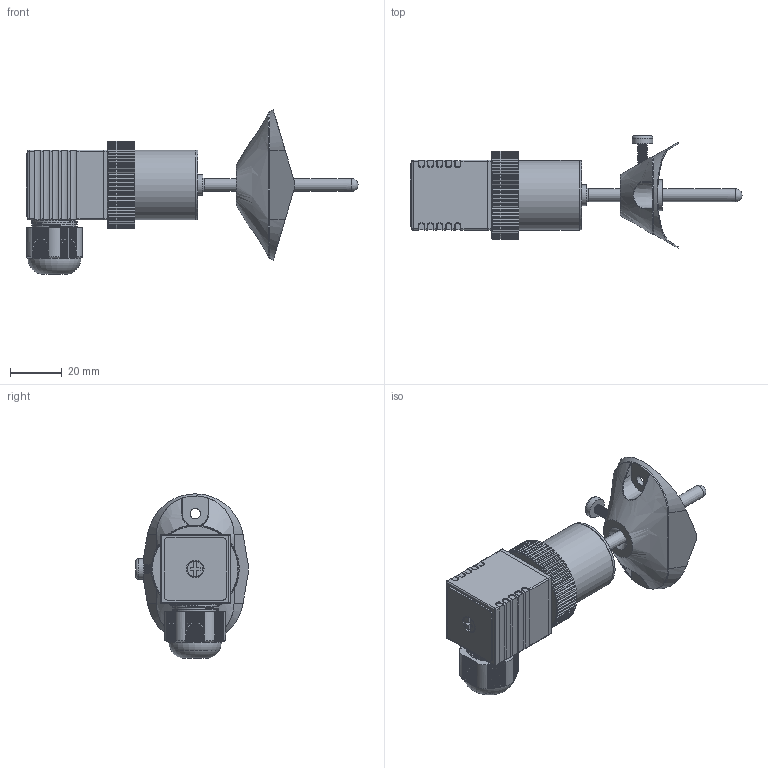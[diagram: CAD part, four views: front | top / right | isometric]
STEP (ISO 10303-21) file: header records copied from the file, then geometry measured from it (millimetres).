
FILE_DESCRIPTION(('STEP AP203'), '1');
FILE_NAME('ﾊﾓﾂﾔ.405210.006.3405.ﾕ.ﾕ.ﾕ.L ﾝﾑﾁ', '', ('UNSPECIFIED'), ('UNSPECIFIED'), 'ASCON STEP Converter 1.6', 'ASCON Math Kernel', '');
FILE_SCHEMA(('CONFIG_CONTROL_DESIGN'));
Length unit declared in the file: millimetre
Products named in the file (17): -01 ЭСБ
Assembly tree (16 placements, depth 4):
  -01 ЭСБ
    (unnamed)
      (unnamed)
      (unnamed)
      (unnamed)
        (unnamed)
        (unnamed)
        (unnamed)
    (unnamed)
      (unnamed)
    (unnamed)
      (unnamed)
      (unnamed)
      (unnamed)
      (unnamed)
    (unnamed)
    (unnamed)
Bounding box: 128.4 x 43.48 x 63.56 mm (x, y, z)
Volume: 33030.3 mm3; surface area: 35923.7 mm2
Topology: 12 solids, 12 shells, 976 faces, 2591 edges, 1654 vertices
Faces by surface type: plane 546, cylinder 279, torus 97, cone 28, bspline 22, sphere 4
Full cylindrical faces by diameter (mm): 3 x2, 5 x2, 5.1 x1, 6 x1, 6.5 x1, 6.8 x1, 7.188 x1, 8 x2, 9.5 x1, 9.9 x1, 10 x1, 10.3 x1, 10.5 x1, 10.8 x1, 12 x1, 13 x1, 17 x1, 22 x1, 23 x1, 24.5 x1, 24.917 x1, 25.376 x1, 26 x1, 26.9 x2, 27 x1
Entity records: 86554 total; most frequent: CARTESIAN_POINT 61629, ORIENTED_EDGE 5038, DIRECTION 4468, EDGE_CURVE 2519, VERTEX_POINT 1639, AXIS2_PLACEMENT_3D 1570, LINE 1328, VECTOR 1328
